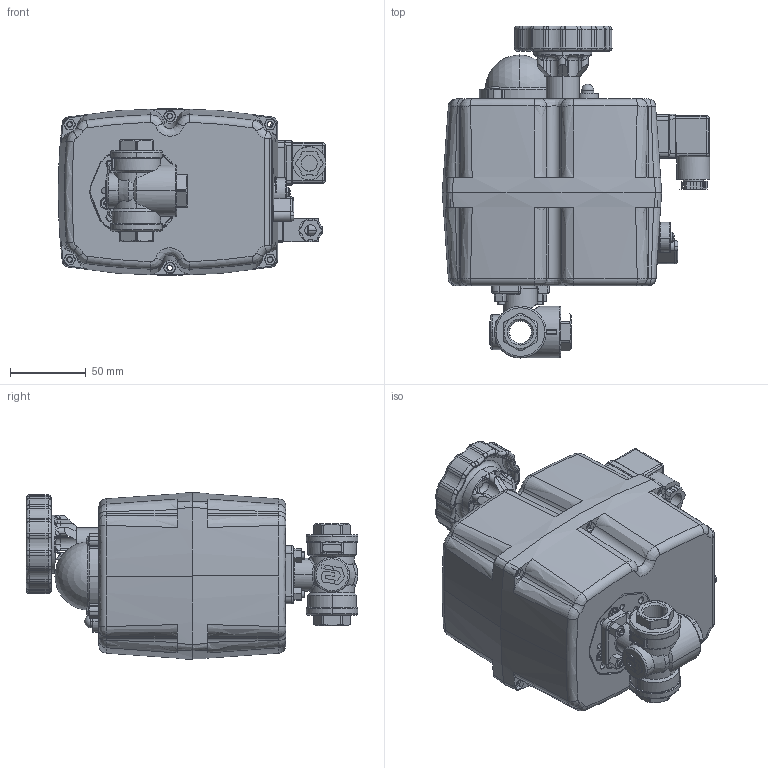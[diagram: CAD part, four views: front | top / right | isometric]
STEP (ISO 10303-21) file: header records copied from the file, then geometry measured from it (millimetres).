
FILE_DESCRIPTION (( 'STEP AP214' ), '1' );
FILE_NAME ('EK08000002_DN10.STEP', '2022-05-18T06:34:08', ( '' ), ( '' ), 'SwSTEP 2.0', 'SolidWorks 2021', '' );
FILE_SCHEMA (( 'AUTOMOTIVE_DESIGN' ));
Length unit declared in the file: metre
Products named in the file (1): EK08000002_DN10
Bounding box: 176.14 x 218.5 x 110 mm (x, y, z)
Surface area: 133822.4 mm2 (no closed solid volume)
Topology: 0 solids, 67 shells, 1550 faces, 4821 edges, 3240 vertices
Faces by surface type: cylinder 535, plane 432, torus 301, cone 142, bspline 124, sphere 16
Entity records: 97675 total; most frequent: CARTESIAN_POINT 39006, DIRECTION 8976, ORIENTED_EDGE 8008, EDGE_CURVE 4772, AXIS2_PLACEMENT_3D 3554, VERTEX_POINT 3239, CIRCLE 2127, VECTOR 1868
